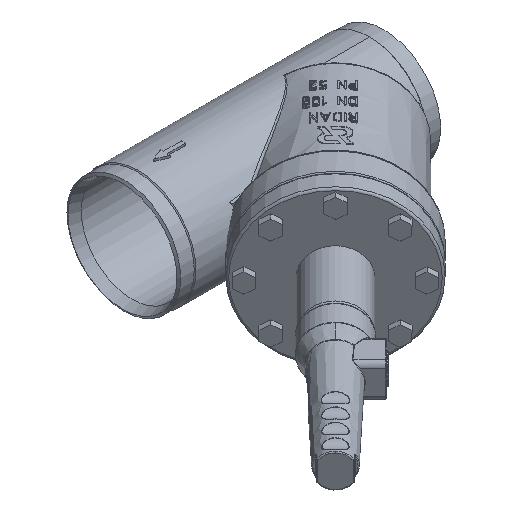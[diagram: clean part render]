
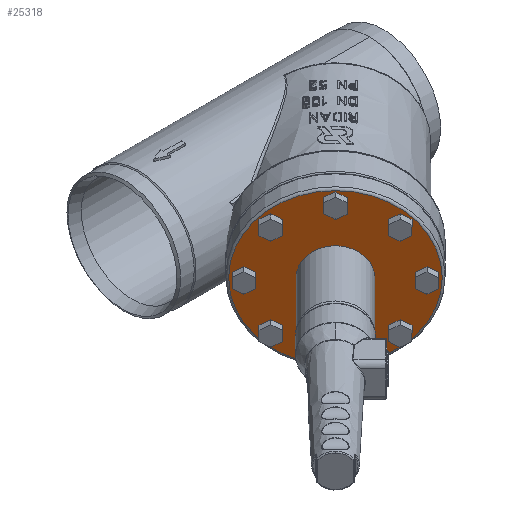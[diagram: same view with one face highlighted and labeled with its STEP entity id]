
A CAD part, isometric view. The second image highlights one B-rep face of the part: STEP entity #25318.
In plain terms, the highlighted planar face has unit normal (-0.707, -0.707, 0).
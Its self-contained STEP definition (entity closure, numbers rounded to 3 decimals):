
#24874=CARTESIAN_POINT('',(-52.564,-134.564,28.));
#24875=VERTEX_POINT('',#24874);
#24901=CARTESIAN_POINT('',(-52.564,-134.564,-28.));
#24902=VERTEX_POINT('',#24901);
#24903=CARTESIAN_POINT('',(-52.564,-134.564,0.));
#24904=DIRECTION('',(-0.707,-0.707,0.));
#24905=DIRECTION('',(-0.,-0.,-1.));
#24906=AXIS2_PLACEMENT_3D('',#24903,#24904,#24905);
#24907=CIRCLE('',#24906,28.);
#24908=EDGE_CURVE('',#24875,#24902,#24907,.T.);
#24910=CARTESIAN_POINT('',(-52.564,-134.564,0.));
#24911=DIRECTION('',(-0.707,-0.707,0.));
#24912=DIRECTION('',(-0.,-0.,-1.));
#24913=AXIS2_PLACEMENT_3D('',#24910,#24911,#24912);
#24914=CIRCLE('',#24913,28.);
#24915=EDGE_CURVE('',#24902,#24875,#24914,.T.);
#24965=CARTESIAN_POINT('',(-6.574,-180.553,6.));
#24966=VERTEX_POINT('',#24965);
#24981=CARTESIAN_POINT('',(-6.574,-180.553,-0.));
#24982=DIRECTION('',(-0.707,-0.707,0.));
#24983=DIRECTION('',(0.,0.,1.));
#24984=AXIS2_PLACEMENT_3D('',#24981,#24982,#24983);
#24985=CIRCLE('',#24984,6.);
#24986=EDGE_CURVE('',#24966,#24966,#24985,.T.);
#24998=CARTESIAN_POINT('',(-98.553,-88.574,6.));
#24999=VERTEX_POINT('',#24998);
#25014=CARTESIAN_POINT('',(-98.553,-88.574,0.));
#25015=DIRECTION('',(-0.707,-0.707,0.));
#25016=DIRECTION('',(0.,0.,1.));
#25017=AXIS2_PLACEMENT_3D('',#25014,#25015,#25016);
#25018=CIRCLE('',#25017,6.);
#25019=EDGE_CURVE('',#24999,#24999,#25018,.T.);
#25031=CARTESIAN_POINT('',(-52.564,-134.564,-59.039));
#25032=VERTEX_POINT('',#25031);
#25047=CARTESIAN_POINT('',(-52.564,-134.564,-65.039));
#25048=DIRECTION('',(-0.707,-0.707,0.));
#25049=DIRECTION('',(0.,0.,1.));
#25050=AXIS2_PLACEMENT_3D('',#25047,#25048,#25049);
#25051=CIRCLE('',#25050,6.);
#25052=EDGE_CURVE('',#25032,#25032,#25051,.T.);
#25064=CARTESIAN_POINT('',(-20.044,-167.083,-39.989));
#25065=VERTEX_POINT('',#25064);
#25080=CARTESIAN_POINT('',(-20.044,-167.083,-45.989));
#25081=DIRECTION('',(-0.707,-0.707,0.));
#25082=DIRECTION('',(0.,0.,1.));
#25083=AXIS2_PLACEMENT_3D('',#25080,#25081,#25082);
#25084=CIRCLE('',#25083,6.);
#25085=EDGE_CURVE('',#25065,#25065,#25084,.T.);
#25097=CARTESIAN_POINT('',(-20.044,-167.083,51.989));
#25098=VERTEX_POINT('',#25097);
#25113=CARTESIAN_POINT('',(-20.044,-167.083,45.989));
#25114=DIRECTION('',(-0.707,-0.707,0.));
#25115=DIRECTION('',(0.,0.,1.));
#25116=AXIS2_PLACEMENT_3D('',#25113,#25114,#25115);
#25117=CIRCLE('',#25116,6.);
#25118=EDGE_CURVE('',#25098,#25098,#25117,.T.);
#25130=CARTESIAN_POINT('',(-85.083,-102.044,51.989));
#25131=VERTEX_POINT('',#25130);
#25146=CARTESIAN_POINT('',(-85.083,-102.044,45.989));
#25147=DIRECTION('',(-0.707,-0.707,0.));
#25148=DIRECTION('',(0.,0.,1.));
#25149=AXIS2_PLACEMENT_3D('',#25146,#25147,#25148);
#25150=CIRCLE('',#25149,6.);
#25151=EDGE_CURVE('',#25131,#25131,#25150,.T.);
#25163=CARTESIAN_POINT('',(-85.083,-102.044,-39.989));
#25164=VERTEX_POINT('',#25163);
#25179=CARTESIAN_POINT('',(-85.083,-102.044,-45.989));
#25180=DIRECTION('',(-0.707,-0.707,0.));
#25181=DIRECTION('',(0.,0.,1.));
#25182=AXIS2_PLACEMENT_3D('',#25179,#25180,#25181);
#25183=CIRCLE('',#25182,6.);
#25184=EDGE_CURVE('',#25164,#25164,#25183,.T.);
#25196=CARTESIAN_POINT('',(-52.564,-134.564,71.039));
#25197=VERTEX_POINT('',#25196);
#25212=CARTESIAN_POINT('',(-52.564,-134.564,65.039));
#25213=DIRECTION('',(-0.707,-0.707,0.));
#25214=DIRECTION('',(0.,0.,1.));
#25215=AXIS2_PLACEMENT_3D('',#25212,#25213,#25214);
#25216=CIRCLE('',#25215,6.);
#25217=EDGE_CURVE('',#25197,#25197,#25216,.T.);
#25274=CARTESIAN_POINT('',(-52.564,-134.564,-0.));
#25275=DIRECTION('',(-0.707,-0.707,0.));
#25276=DIRECTION('',(0.,0.,1.));
#25277=AXIS2_PLACEMENT_3D('',#25274,#25275,#25276);
#25278=PLANE('',#25277);
#25279=ORIENTED_EDGE('',*,*,#24908,.F.);
#25280=ORIENTED_EDGE('',*,*,#24915,.F.);
#25281=EDGE_LOOP('',(#25279,#25280));
#25282=FACE_BOUND('',#25281,.T.);
#25283=CARTESIAN_POINT('',(-52.564,-134.564,-75.9));
#25284=VERTEX_POINT('',#25283);
#25285=CARTESIAN_POINT('',(-52.564,-134.564,0.));
#25286=DIRECTION('',(-0.707,-0.707,0.));
#25287=DIRECTION('',(-0.,-0.,-1.));
#25288=AXIS2_PLACEMENT_3D('',#25285,#25286,#25287);
#25289=CIRCLE('',#25288,75.9);
#25290=EDGE_CURVE('',#25284,#25284,#25289,.T.);
#25291=ORIENTED_EDGE('',*,*,#25290,.T.);
#25292=EDGE_LOOP('',(#25291));
#25293=FACE_BOUND('',#25292,.T.);
#25294=ORIENTED_EDGE('',*,*,#25184,.F.);
#25295=EDGE_LOOP('',(#25294));
#25296=FACE_BOUND('',#25295,.T.);
#25297=ORIENTED_EDGE('',*,*,#25151,.F.);
#25298=EDGE_LOOP('',(#25297));
#25299=FACE_BOUND('',#25298,.T.);
#25300=ORIENTED_EDGE('',*,*,#25118,.F.);
#25301=EDGE_LOOP('',(#25300));
#25302=FACE_BOUND('',#25301,.T.);
#25303=ORIENTED_EDGE('',*,*,#25085,.F.);
#25304=EDGE_LOOP('',(#25303));
#25305=FACE_BOUND('',#25304,.T.);
#25306=ORIENTED_EDGE('',*,*,#25217,.F.);
#25307=EDGE_LOOP('',(#25306));
#25308=FACE_BOUND('',#25307,.T.);
#25309=ORIENTED_EDGE('',*,*,#25052,.F.);
#25310=EDGE_LOOP('',(#25309));
#25311=FACE_BOUND('',#25310,.T.);
#25312=ORIENTED_EDGE('',*,*,#25019,.F.);
#25313=EDGE_LOOP('',(#25312));
#25314=FACE_BOUND('',#25313,.T.);
#25315=ORIENTED_EDGE('',*,*,#24986,.F.);
#25316=EDGE_LOOP('',(#25315));
#25317=FACE_BOUND('',#25316,.T.);
#25318=ADVANCED_FACE('',(#25282,#25293,#25296,#25299,#25302,#25305,#25308,#25311,#25314,#25317),#25278,.T.);
